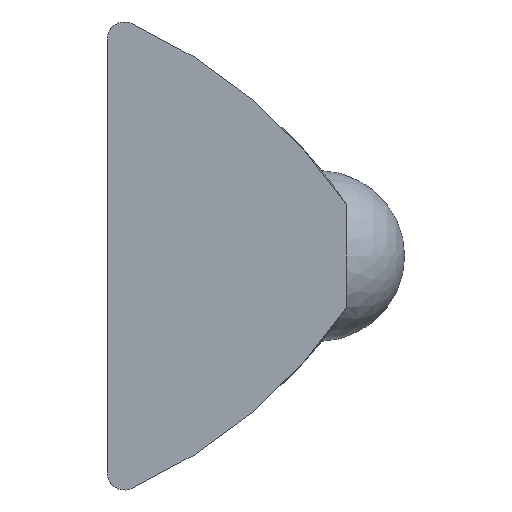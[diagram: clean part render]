
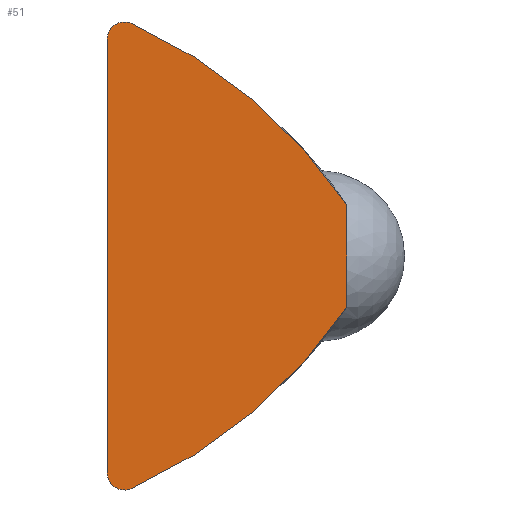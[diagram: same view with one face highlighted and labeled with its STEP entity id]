
A CAD part, left-side view. The second image highlights one B-rep face of the part: STEP entity #51.
In plain terms, the highlighted planar face has unit normal (-1, 0, 0).
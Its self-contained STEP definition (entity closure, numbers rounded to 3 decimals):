
#51 = ADVANCED_FACE( '', ( #106 ), #107, .F. );
#106 = FACE_OUTER_BOUND( '', #162, .T. );
#107 = PLANE( '', #163 );
#162 = EDGE_LOOP( '', ( #245, #246, #247, #248, #249, #250 ) );
#163 = AXIS2_PLACEMENT_3D( '', #251, #252, #253 );
#245 = ORIENTED_EDGE( '', *, *, #359, .F. );
#246 = ORIENTED_EDGE( '', *, *, #360, .F. );
#247 = ORIENTED_EDGE( '', *, *, #361, .F. );
#248 = ORIENTED_EDGE( '', *, *, #362, .F. );
#249 = ORIENTED_EDGE( '', *, *, #340, .F. );
#250 = ORIENTED_EDGE( '', *, *, #344, .F. );
#251 = CARTESIAN_POINT( '', ( 0., 6.5, 6.35 ) );
#252 = DIRECTION( '', ( 1., 0., 0. ) );
#253 = DIRECTION( '', ( 0., 0., -1. ) );
#340 = EDGE_CURVE( '', #402, #404, #405, .T. );
#344 = EDGE_CURVE( '', #410, #402, #411, .T. );
#359 = EDGE_CURVE( '', #431, #410, #432, .T. );
#360 = EDGE_CURVE( '', #433, #431, #434, .T. );
#361 = EDGE_CURVE( '', #435, #433, #436, .T. );
#362 = EDGE_CURVE( '', #404, #435, #437, .T. );
#402 = VERTEX_POINT( '', #509 );
#404 = VERTEX_POINT( '', #512 );
#405 = CIRCLE( '', #513, 15. );
#410 = VERTEX_POINT( '', #536 );
#411 = CIRCLE( '', #537, 0.5 );
#431 = VERTEX_POINT( '', #577 );
#432 = LINE( '', #578, #579 );
#433 = VERTEX_POINT( '', #580 );
#434 = CIRCLE( '', #581, 0.5 );
#435 = VERTEX_POINT( '', #582 );
#436 = CIRCLE( '', #583, 15. );
#437 = LINE( '', #584, #585 );
#509 = CARTESIAN_POINT( '', ( 0., 6.3, 6.808 ) );
#512 = CARTESIAN_POINT( '', ( 0., 0., 1.5 ) );
#513 = AXIS2_PLACEMENT_3D( '', #651, #652, #653 );
#536 = CARTESIAN_POINT( '', ( 0., 7., 6.35 ) );
#537 = AXIS2_PLACEMENT_3D( '', #655, #656, #657 );
#577 = CARTESIAN_POINT( '', ( 0., 7., -6.35 ) );
#578 = CARTESIAN_POINT( '', ( 0., 7., -6.35 ) );
#579 = VECTOR( '', #676, 1000. );
#580 = CARTESIAN_POINT( '', ( 0., 6.3, -6.808 ) );
#581 = AXIS2_PLACEMENT_3D( '', #677, #678, #679 );
#582 = CARTESIAN_POINT( '', ( 0., 0., -1.5 ) );
#583 = AXIS2_PLACEMENT_3D( '', #680, #681, #682 );
#584 = CARTESIAN_POINT( '', ( 0., 0., 1.5 ) );
#585 = VECTOR( '', #683, 1000. );
#651 = CARTESIAN_POINT( '', ( 0., 12.444, -6.876 ) );
#652 = DIRECTION( '', ( 1., 0., 0. ) );
#653 = DIRECTION( '', ( 0., 0., -1. ) );
#655 = CARTESIAN_POINT( '', ( 0., 6.5, 6.35 ) );
#656 = DIRECTION( '', ( 1., 0., 0. ) );
#657 = DIRECTION( '', ( 0., 0., -1. ) );
#676 = DIRECTION( '', ( 0., 0., 1. ) );
#677 = CARTESIAN_POINT( '', ( 0., 6.5, -6.35 ) );
#678 = DIRECTION( '', ( 1., 0., 0. ) );
#679 = DIRECTION( '', ( 0., 0., -1. ) );
#680 = CARTESIAN_POINT( '', ( 0., 12.444, 6.876 ) );
#681 = DIRECTION( '', ( 1., 0., 0. ) );
#682 = DIRECTION( '', ( 0., 0., -1. ) );
#683 = DIRECTION( '', ( 0., 0., -1. ) );
